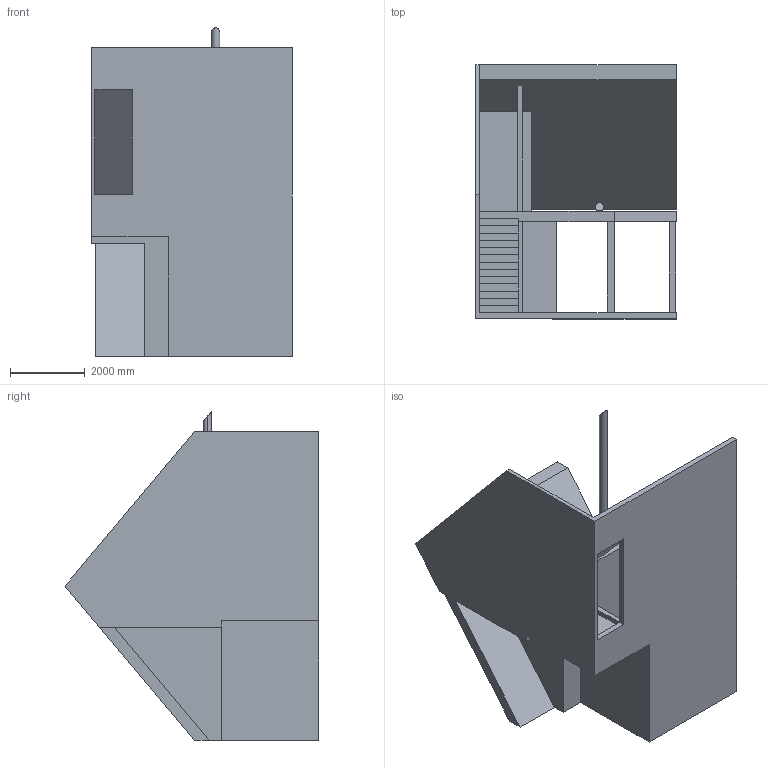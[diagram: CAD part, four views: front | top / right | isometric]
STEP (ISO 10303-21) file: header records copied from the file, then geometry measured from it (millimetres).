
FILE_DESCRIPTION (( 'STEP AP214' ), '1' );
FILE_NAME ('house_starter_ap214.STEP', '2017-01-25T00:22:23', ( 'FND' ), ( 'FND' ), 'SwSTEP 2.0', 'SolidWorks 2016', '' );
FILE_SCHEMA (( 'AUTOMOTIVE_DESIGN' ));
Length unit declared in the file: inch
Products named in the file (1): house_starter_ap214
Bounding box: 5359.4 x 6775.6 x 8770.17 mm (x, y, z)
Volume: 25054317516.2 mm3; surface area: 291169047.2 mm2
Topology: 5 solids, 5 shells, 89 faces, 240 edges, 160 vertices
Faces by surface type: plane 86, cylinder 3
Entity records: 2838 total; most frequent: CARTESIAN_POINT 496, ORIENTED_EDGE 480, DIRECTION 426, EDGE_CURVE 240, LINE 230, VECTOR 230, VERTEX_POINT 160, AXIS2_PLACEMENT_3D 98
